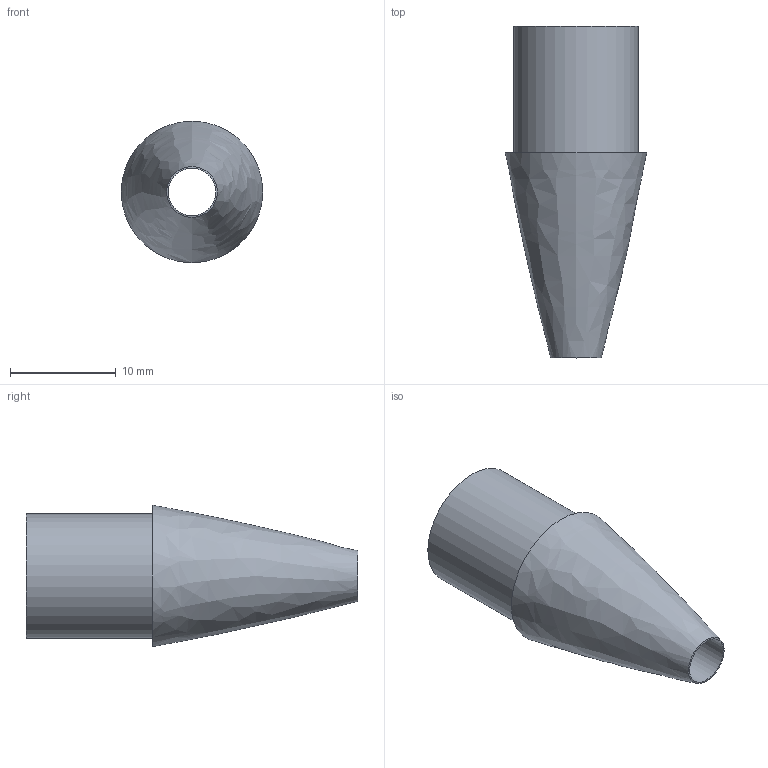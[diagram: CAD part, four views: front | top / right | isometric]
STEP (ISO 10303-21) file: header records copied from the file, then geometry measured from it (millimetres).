
FILE_DESCRIPTION(/* description */ (''),/* implementation_level */ '2;1');
FILE_NAME(/* name */ 'Light Pen Strain Relief.step',/* time_stamp */ '2025-05-01T12:52:18-04:00',/* author */ (''),/* organization */ (''),/* preprocessor_version */ 'ST-DEVELOPER v20.1',/* originating_system */ 'Autodesk Translation Framework v14.4.0.0',/* authorisation */ '');
FILE_SCHEMA (('AUTOMOTIVE_DESIGN { 1 0 10303 214 3 1 1 }'));
Length unit declared in the file: millimetre
Products named in the file (1): Light Pen Assembly
Bounding box: 13.4 x 31.43 x 13.4 mm (x, y, z)
Volume: 2240.8 mm3; surface area: 1600.1 mm2
Topology: 1 solids, 1 shells, 6 faces, 11 edges, 7 vertices
Faces by surface type: cylinder 2, plane 2, cone 1, bspline 1
Full cylindrical faces by diameter (mm): 4.5 x1, 11.78 x1
Entity records: 224 total; most frequent: CARTESIAN_POINT 51, DIRECTION 31, ORIENTED_EDGE 22, AXIS2_PLACEMENT_3D 14, EDGE_CURVE 11, EDGE_LOOP 8, CIRCLE 8, VERTEX_POINT 7
